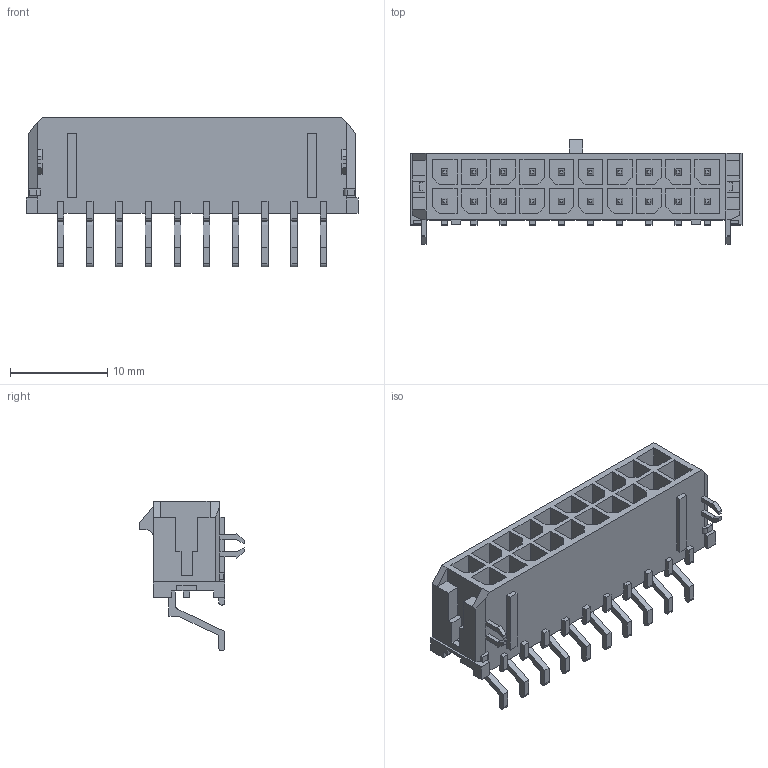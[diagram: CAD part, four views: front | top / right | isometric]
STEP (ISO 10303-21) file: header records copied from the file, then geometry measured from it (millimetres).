
FILE_DESCRIPTION((''),'2;1');
FILE_NAME('430452007','2020-04-16T',('gga'),(''),'PRO/ENGINEER BY PARAMETRIC TECHNOLOGY CORPORATION, 2016010','PRO/ENGINEER BY PARAMETRIC TECHNOLOGY CORPORATION, 2016010','');
FILE_SCHEMA(('CONFIG_CONTROL_DESIGN'));
Length unit declared in the file: millimetre
Products named in the file (1): 430452007
Bounding box: 34.15 x 10.77 x 15.4 mm (x, y, z)
Volume: 1367.8 mm3; surface area: 3249.2 mm2
Topology: 1 solids, 11 shells, 839 faces, 2223 edges, 1452 vertices
Faces by surface type: plane 806, cylinder 33
Entity records: 25168 total; most frequent: CARTESIAN_POINT 4427, ORIENTED_EDGE 4274, DIRECTION 3973, VECTOR 2153, LINE 2153, EDGE_CURVE 2137, VERTEX_POINT 1364, AXIS2_PLACEMENT_3D 910
